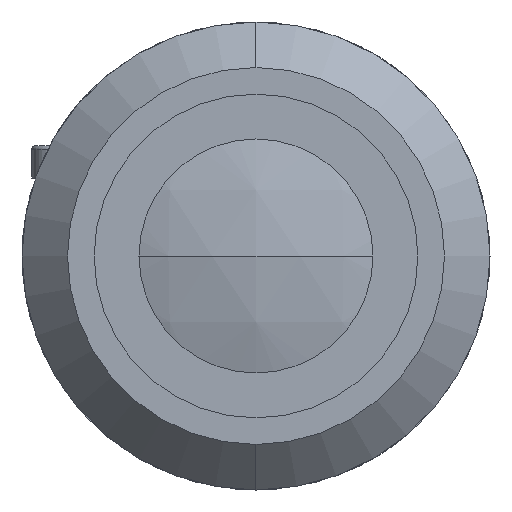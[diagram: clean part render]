
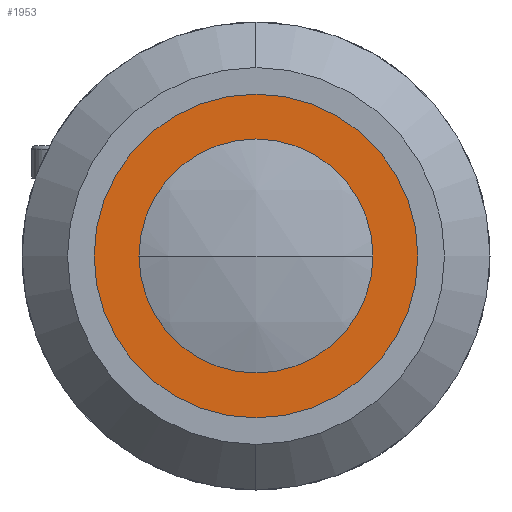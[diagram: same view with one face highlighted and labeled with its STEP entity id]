
A CAD part, left-side view. The second image highlights one B-rep face of the part: STEP entity #1953.
In plain terms, the highlighted planar face has unit normal (-1, 0, 0).
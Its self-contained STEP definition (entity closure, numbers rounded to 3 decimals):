
#90 = EDGE_CURVE ( 'NONE', #2543, #565, #747, .T. ) ;
#94 = EDGE_LOOP ( 'NONE', ( #2424, #1770 ) ) ;
#313 = DIRECTION ( 'NONE',  ( -1., 0., 0. ) ) ;
#511 = CIRCLE ( 'NONE', #1799, 13.2 ) ;
#546 = CARTESIAN_POINT ( 'NONE',  ( 3.5, 0., 9. ) ) ;
#552 = AXIS2_PLACEMENT_3D ( 'NONE', #1965, #313, #2249 ) ;
#565 = VERTEX_POINT ( 'NONE', #3068 ) ;
#569 = AXIS2_PLACEMENT_3D ( 'NONE', #2531, #887, #2805 ) ;
#611 = CIRCLE ( 'NONE', #974, 9. ) ;
#642 = FACE_OUTER_BOUND ( 'NONE', #94, .T. ) ;
#668 = ORIENTED_EDGE ( 'NONE', *, *, #1214, .F. ) ;
#747 = CIRCLE ( 'NONE', #569, 9. ) ;
#887 = DIRECTION ( 'NONE',  ( -1., 0., 0. ) ) ;
#957 = AXIS2_PLACEMENT_3D ( 'NONE', #2973, #1327, #3247 ) ;
#974 = AXIS2_PLACEMENT_3D ( 'NONE', #1471, #3392, #1747 ) ;
#1214 = EDGE_CURVE ( 'NONE', #565, #2543, #611, .T. ) ;
#1278 = FACE_BOUND ( 'NONE', #1972, .T. ) ;
#1327 = DIRECTION ( 'NONE',  ( 1., 0., 0. ) ) ;
#1471 = CARTESIAN_POINT ( 'NONE',  ( 3.5, 0., 0. ) ) ;
#1521 = DIRECTION ( 'NONE',  ( -1., 0., 0. ) ) ;
#1747 = DIRECTION ( 'NONE',  ( 0., 0., 1. ) ) ;
#1764 = CIRCLE ( 'NONE', #552, 13.2 ) ;
#1770 = ORIENTED_EDGE ( 'NONE', *, *, #2618, .T. ) ;
#1799 = AXIS2_PLACEMENT_3D ( 'NONE', #3154, #1521, #3440 ) ;
#1953 = ADVANCED_FACE ( 'NONE', ( #1278, #642 ), #2435, .F. ) ;
#1965 = CARTESIAN_POINT ( 'NONE',  ( 3.5, 0., 0. ) ) ;
#1972 = EDGE_LOOP ( 'NONE', ( #2831, #668 ) ) ;
#2249 = DIRECTION ( 'NONE',  ( 0., 0., 1. ) ) ;
#2258 = EDGE_CURVE ( 'NONE', #2427, #2707, #511, .T. ) ;
#2424 = ORIENTED_EDGE ( 'NONE', *, *, #2258, .T. ) ;
#2427 = VERTEX_POINT ( 'NONE', #2956 ) ;
#2435 = PLANE ( 'NONE',  #957 ) ;
#2531 = CARTESIAN_POINT ( 'NONE',  ( 3.5, 0., 0. ) ) ;
#2543 = VERTEX_POINT ( 'NONE', #546 ) ;
#2618 = EDGE_CURVE ( 'NONE', #2707, #2427, #1764, .T. ) ;
#2707 = VERTEX_POINT ( 'NONE', #3399 ) ;
#2805 = DIRECTION ( 'NONE',  ( 0., 0., 1. ) ) ;
#2831 = ORIENTED_EDGE ( 'NONE', *, *, #90, .F. ) ;
#2956 = CARTESIAN_POINT ( 'NONE',  ( 3.5, 0., 13.2 ) ) ;
#2973 = CARTESIAN_POINT ( 'NONE',  ( 3.5, 13.2, 0. ) ) ;
#3068 = CARTESIAN_POINT ( 'NONE',  ( 3.5, 0., -9. ) ) ;
#3154 = CARTESIAN_POINT ( 'NONE',  ( 3.5, 0., 0. ) ) ;
#3247 = DIRECTION ( 'NONE',  ( 0., 0., -1. ) ) ;
#3392 = DIRECTION ( 'NONE',  ( -1., 0., 0. ) ) ;
#3399 = CARTESIAN_POINT ( 'NONE',  ( 3.5, 0., -13.2 ) ) ;
#3440 = DIRECTION ( 'NONE',  ( 0., 0., 1. ) ) ;
